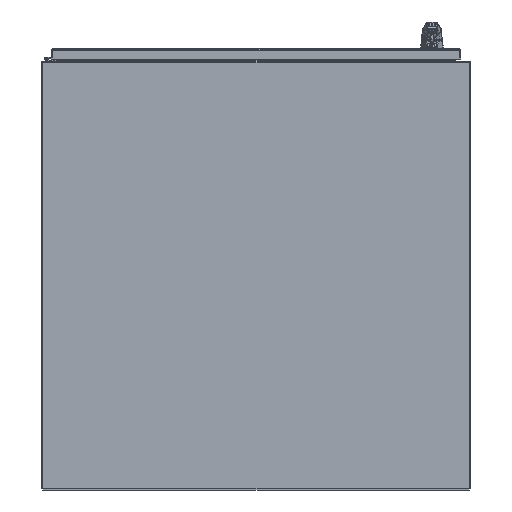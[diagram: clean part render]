
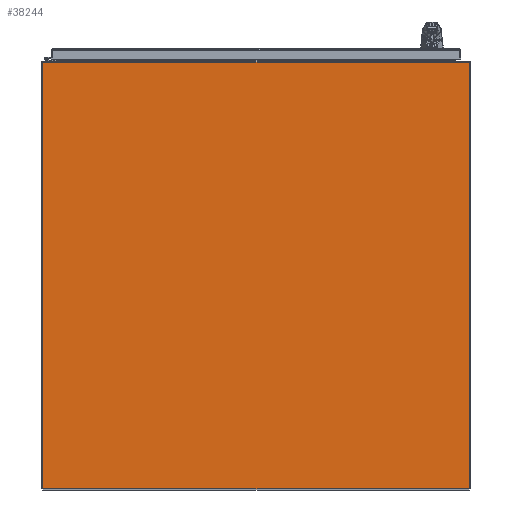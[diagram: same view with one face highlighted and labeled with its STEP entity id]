
A CAD part, front view. The second image highlights one B-rep face of the part: STEP entity #38244.
In plain terms, the highlighted face is planar.
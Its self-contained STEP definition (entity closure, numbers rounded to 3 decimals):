
#4591=FACE_OUTER_BOUND($,#6933,.T.);
#6933=EDGE_LOOP($,(#25249,#25250,#25251,#25252));
#9624=LINE($,#57145,#12712);
#9630=LINE($,#57163,#12718);
#9633=LINE($,#57169,#12721);
#9634=LINE($,#57170,#12722);
#12712=VECTOR($,#45332,35.938);
#12718=VECTOR($,#45356,35.906);
#12721=VECTOR($,#45361,35.906);
#12722=VECTOR($,#45362,35.938);
#15742=VERTEX_POINT($,#57142);
#15743=VERTEX_POINT($,#57144);
#15746=VERTEX_POINT($,#57162);
#15748=VERTEX_POINT($,#57168);
#19368=EDGE_CURVE($,#15743,#15742,#9624,.T.);
#19377=EDGE_CURVE($,#15743,#15746,#9630,.T.);
#19380=EDGE_CURVE($,#15748,#15742,#9633,.T.);
#19381=EDGE_CURVE($,#15746,#15748,#9634,.T.);
#25249=ORIENTED_EDGE($,*,*,#19368,.T.);
#25250=ORIENTED_EDGE($,*,*,#19380,.F.);
#25251=ORIENTED_EDGE($,*,*,#19381,.F.);
#25252=ORIENTED_EDGE($,*,*,#19377,.F.);
#36241=PLANE($,#40695);
#38244=ADVANCED_FACE($,(#4591),#36241,.T.);
#40695=AXIS2_PLACEMENT_3D($,#57167,#45359,#45360);
#45332=DIRECTION($,(1.,0.,0.));
#45356=DIRECTION($,(0.,1.,0.));
#45359=DIRECTION('center_axis',(0.,0.,1.));
#45360=DIRECTION('ref_axis',(1.,0.,0.));
#45361=DIRECTION($,(0.,-1.,0.));
#45362=DIRECTION($,(1.,0.,0.));
#57142=CARTESIAN_POINT('',(17.969,-17.891,0.094));
#57144=CARTESIAN_POINT('',(-17.969,-17.891,0.094));
#57145=CARTESIAN_POINT($,(-8.984,-17.891,0.094));
#57162=CARTESIAN_POINT('',(-17.969,18.016,0.094));
#57163=CARTESIAN_POINT($,(-17.969,-18.016,0.094));
#57167=CARTESIAN_POINT('Origin',(0.,0.,
0.094));
#57168=CARTESIAN_POINT('',(17.969,18.016,0.094));
#57169=CARTESIAN_POINT($,(17.969,18.016,0.094));
#57170=CARTESIAN_POINT($,(-17.969,18.016,0.094));
